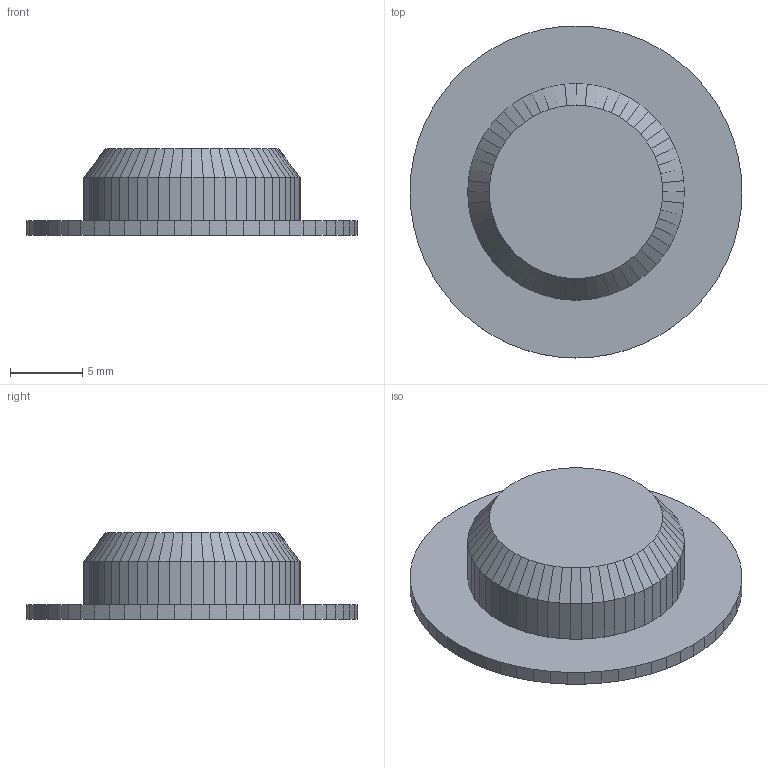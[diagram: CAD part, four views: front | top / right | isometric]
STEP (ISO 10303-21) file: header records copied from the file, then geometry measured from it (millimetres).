
FILE_DESCRIPTION(('FreeCAD Model'),'2;1');
FILE_NAME( 'mmu2-s-holder-endstop.step', '2018-08-29T16:55:28',('Author'),(''), 'Open CASCADE STEP processor 6.8','FreeCAD','Unknown');
FILE_SCHEMA(('AUTOMOTIVE_DESIGN { 1 0 10303 214 1 1 1 1 }'));
Length unit declared in the file: millimetre
Products named in the file (1): difference
Bounding box: 23 x 23 x 6 mm (x, y, z)
Volume: 901.7 mm3; surface area: 1218.6 mm2
Topology: 1 solids, 1 shells, 305 faces, 840 edges, 540 vertices
Faces by surface type: plane 185, bspline 120
Entity records: 15195 total; most frequent: CARTESIAN_POINT 8166, ORIENTED_EDGE 1680, DIRECTION 1032, EDGE_CURVE 840, LINE 660, VECTOR 660, VERTEX_POINT 540, FACE_BOUND 308
